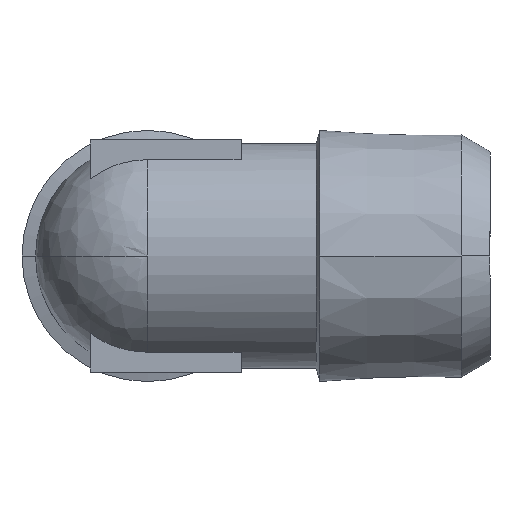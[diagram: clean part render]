
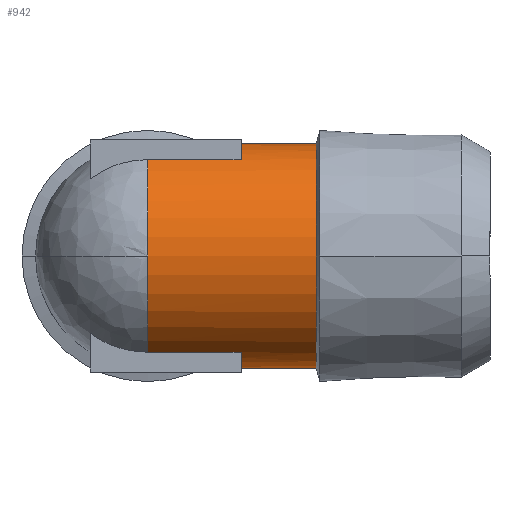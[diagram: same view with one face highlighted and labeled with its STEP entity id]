
A CAD part, left-side view. The second image highlights one B-rep face of the part: STEP entity #942.
In plain terms, the highlighted cylindrical face has radius 9.65 mm (diameter 19.3 mm), a partial arc.
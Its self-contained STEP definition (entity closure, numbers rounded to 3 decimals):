
#45 = LINE ( 'NONE', #366, #1485 ) ;
#65 = VERTEX_POINT ( 'NONE', #480 ) ;
#80 = VERTEX_POINT ( 'NONE', #1338 ) ;
#87 = ORIENTED_EDGE ( 'NONE', *, *, #393, .F. ) ;
#100 = EDGE_CURVE ( 'NONE', #1377, #1521, #380, .T. ) ;
#142 = VECTOR ( 'NONE', #1465, 1000. ) ;
#188 = LINE ( 'NONE', #1328, #142 ) ;
#201 = CARTESIAN_POINT ( 'NONE',  ( -3.4, 24.947, 9.073 ) ) ;
#203 = AXIS2_PLACEMENT_3D ( 'NONE', #1564, #1027, #1719 ) ;
#216 = DIRECTION ( 'NONE',  ( 0., -1., 0. ) ) ;
#217 = VERTEX_POINT ( 'NONE', #1230 ) ;
#235 = CARTESIAN_POINT ( 'NONE',  ( -4.947, 24.947, -8.286 ) ) ;
#245 = CARTESIAN_POINT ( 'NONE',  ( 0., 24.947, -9.65 ) ) ;
#275 = ORIENTED_EDGE ( 'NONE', *, *, #1049, .F. ) ;
#321 = DIRECTION ( 'NONE',  ( 0., 0., -1. ) ) ;
#345 = VERTEX_POINT ( 'NONE', #1503 ) ;
#352 = CARTESIAN_POINT ( 'NONE',  ( -4.203, 24.947, 8.729 ) ) ;
#366 = CARTESIAN_POINT ( 'NONE',  ( -4.947, 25.732, -8.286 ) ) ;
#379 = CARTESIAN_POINT ( 'NONE',  ( -0.867, 24.947, -9.65 ) ) ;
#380 = B_SPLINE_CURVE_WITH_KNOTS ( 'NONE', 3,
 ( #245, #379, #1491, #1076, #517, #235 ),
 .UNSPECIFIED., .F., .F.,
 ( 4, 2, 4 ),
 ( 0., 0.5, 1. ),
 .UNSPECIFIED. ) ;
#393 = EDGE_CURVE ( 'NONE', #80, #1424, #1256, .T. ) ;
#395 = ORIENTED_EDGE ( 'NONE', *, *, #743, .T. ) ;
#401 = DIRECTION ( 'NONE',  ( 0., -1., 0. ) ) ;
#426 = DIRECTION ( 'NONE',  ( 0., 0., -1. ) ) ;
#437 = AXIS2_PLACEMENT_3D ( 'NONE', #1125, #1121, #426 ) ;
#480 = CARTESIAN_POINT ( 'NONE',  ( 0., 18.465, -9.65 ) ) ;
#501 = CARTESIAN_POINT ( 'NONE',  ( 0., 28.003, 0. ) ) ;
#517 = CARTESIAN_POINT ( 'NONE',  ( -4.202, 24.947, -8.73 ) ) ;
#551 = EDGE_CURVE ( 'NONE', #1377, #65, #1823, .T. ) ;
#565 = CARTESIAN_POINT ( 'NONE',  ( -4.947, 25.732, 8.286 ) ) ;
#585 = VERTEX_POINT ( 'NONE', #720 ) ;
#586 = CARTESIAN_POINT ( 'NONE',  ( 0., 28.003, -9.65 ) ) ;
#601 = ORIENTED_EDGE ( 'NONE', *, *, #551, .T. ) ;
#604 = ORIENTED_EDGE ( 'NONE', *, *, #1260, .T. ) ;
#673 = B_SPLINE_CURVE_WITH_KNOTS ( 'NONE', 3,
 ( #1727, #916, #1192, #201, #352, #1177 ),
 .UNSPECIFIED., .F., .F.,
 ( 4, 2, 4 ),
 ( 0., 0.5, 1. ),
 .UNSPECIFIED. ) ;
#698 = EDGE_CURVE ( 'NONE', #871, #65, #1762, .T. ) ;
#720 = CARTESIAN_POINT ( 'NONE',  ( 0., 24.947, 9.65 ) ) ;
#743 = EDGE_CURVE ( 'NONE', #217, #345, #1472, .T. ) ;
#859 = CIRCLE ( 'NONE', #203, 9.65 ) ;
#860 = DIRECTION ( 'NONE',  ( 0., -1., 0. ) ) ;
#871 = VERTEX_POINT ( 'NONE', #1401 ) ;
#916 = CARTESIAN_POINT ( 'NONE',  ( -0.866, 24.947, 9.65 ) ) ;
#924 = ORIENTED_EDGE ( 'NONE', *, *, #698, .F. ) ;
#942 = ADVANCED_FACE ( 'NONE', ( #1373 ), #1168, .T. ) ;
#984 = CARTESIAN_POINT ( 'NONE',  ( 0., 33., 0. ) ) ;
#1010 = EDGE_CURVE ( 'NONE', #585, #871, #188, .T. ) ;
#1027 = DIRECTION ( 'NONE',  ( 0., -1., 0. ) ) ;
#1049 = EDGE_CURVE ( 'NONE', #1521, #345, #45, .T. ) ;
#1076 = CARTESIAN_POINT ( 'NONE',  ( -3.401, 24.947, -9.072 ) ) ;
#1121 = DIRECTION ( 'NONE',  ( 0., -1., 0. ) ) ;
#1125 = CARTESIAN_POINT ( 'NONE',  ( 0., 18.465, 0. ) ) ;
#1168 = CYLINDRICAL_SURFACE ( 'NONE', #1502, 9.65 ) ;
#1177 = CARTESIAN_POINT ( 'NONE',  ( -4.947, 24.947, 8.286 ) ) ;
#1188 = CARTESIAN_POINT ( 'NONE',  ( -4.947, 24.947, 8.286 ) ) ;
#1192 = CARTESIAN_POINT ( 'NONE',  ( -1.731, 24.947, 9.533 ) ) ;
#1230 = CARTESIAN_POINT ( 'NONE',  ( -9.65, 33., 0. ) ) ;
#1256 = LINE ( 'NONE', #565, #1298 ) ;
#1260 = EDGE_CURVE ( 'NONE', #585, #1424, #673, .T. ) ;
#1298 = VECTOR ( 'NONE', #1533, 1000. ) ;
#1328 = CARTESIAN_POINT ( 'NONE',  ( 0., 28.003, 9.65 ) ) ;
#1332 = VECTOR ( 'NONE', #860, 1000. ) ;
#1338 = CARTESIAN_POINT ( 'NONE',  ( -4.947, 33., 8.286 ) ) ;
#1373 = FACE_OUTER_BOUND ( 'NONE', #1412, .T. ) ;
#1377 = VERTEX_POINT ( 'NONE', #1724 ) ;
#1383 = DIRECTION ( 'NONE',  ( -1., 0., 0. ) ) ;
#1401 = CARTESIAN_POINT ( 'NONE',  ( 0., 18.465, 9.65 ) ) ;
#1412 = EDGE_LOOP ( 'NONE', ( #1748, #604, #87, #1514, #395, #275, #1641, #601, #924 ) ) ;
#1424 = VERTEX_POINT ( 'NONE', #1188 ) ;
#1465 = DIRECTION ( 'NONE',  ( 0., -1., 0. ) ) ;
#1472 = CIRCLE ( 'NONE', #1509, 9.65 ) ;
#1485 = VECTOR ( 'NONE', #1623, 1000. ) ;
#1491 = CARTESIAN_POINT ( 'NONE',  ( -1.731, 24.947, -9.533 ) ) ;
#1502 = AXIS2_PLACEMENT_3D ( 'NONE', #501, #216, #321 ) ;
#1503 = CARTESIAN_POINT ( 'NONE',  ( -4.947, 33., -8.286 ) ) ;
#1509 = AXIS2_PLACEMENT_3D ( 'NONE', #984, #401, #1383 ) ;
#1514 = ORIENTED_EDGE ( 'NONE', *, *, #1787, .T. ) ;
#1521 = VERTEX_POINT ( 'NONE', #1685 ) ;
#1533 = DIRECTION ( 'NONE',  ( 0., -1., 0. ) ) ;
#1564 = CARTESIAN_POINT ( 'NONE',  ( 0., 33., 0. ) ) ;
#1623 = DIRECTION ( 'NONE',  ( 0., 1., 0. ) ) ;
#1641 = ORIENTED_EDGE ( 'NONE', *, *, #100, .F. ) ;
#1685 = CARTESIAN_POINT ( 'NONE',  ( -4.947, 24.947, -8.286 ) ) ;
#1719 = DIRECTION ( 'NONE',  ( -1., 0., 0. ) ) ;
#1724 = CARTESIAN_POINT ( 'NONE',  ( 0., 24.947, -9.65 ) ) ;
#1727 = CARTESIAN_POINT ( 'NONE',  ( 0., 24.947, 9.65 ) ) ;
#1748 = ORIENTED_EDGE ( 'NONE', *, *, #1010, .F. ) ;
#1762 = CIRCLE ( 'NONE', #437, 9.65 ) ;
#1787 = EDGE_CURVE ( 'NONE', #80, #217, #859, .T. ) ;
#1823 = LINE ( 'NONE', #586, #1332 ) ;
